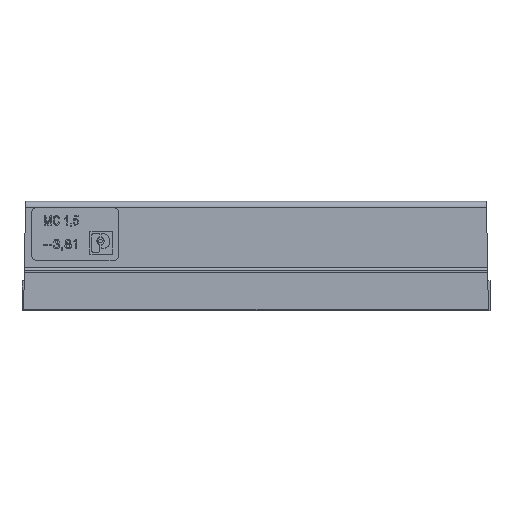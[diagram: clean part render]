
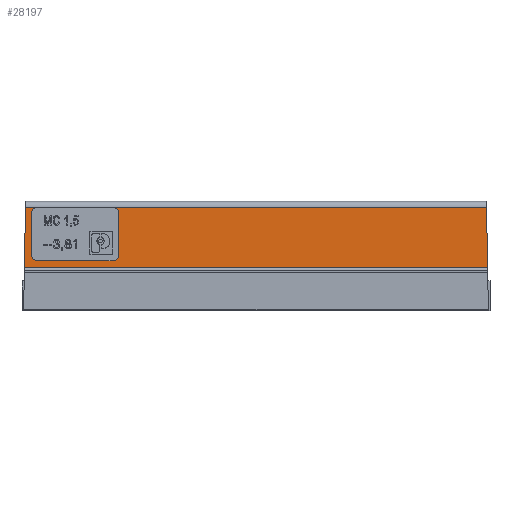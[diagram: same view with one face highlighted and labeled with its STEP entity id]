
A CAD part, top view. The second image highlights one B-rep face of the part: STEP entity #28197.
In plain terms, the highlighted planar face has unit normal (0, 0, 1).
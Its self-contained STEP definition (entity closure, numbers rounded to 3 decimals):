
#11430 = VERTEX_POINT('',#11431);
#11431 = CARTESIAN_POINT('',(7.546,4.2,7.));
#11439 = EDGE_CURVE('',#11430,#11440,#11442,.T.);
#11440 = VERTEX_POINT('',#11441);
#11441 = CARTESIAN_POINT('',(8.043,4.7,7.));
#11442 = CIRCLE('',#11443,0.5);
#11443 = AXIS2_PLACEMENT_3D('',#11444,#11445,#11446);
#11444 = CARTESIAN_POINT('',(7.543,4.7,7.));
#11445 = DIRECTION('',(0.,0.,1.));
#11446 = DIRECTION('',(0.,-1.,0.));
#11472 = VERTEX_POINT('',#11473);
#11473 = CARTESIAN_POINT('',(0.643,4.697,7.));
#11481 = EDGE_CURVE('',#11472,#11482,#11484,.T.);
#11482 = VERTEX_POINT('',#11483);
#11483 = CARTESIAN_POINT('',(1.143,4.2,7.));
#11484 = CIRCLE('',#11485,0.5);
#11485 = AXIS2_PLACEMENT_3D('',#11486,#11487,#11488);
#11486 = CARTESIAN_POINT('',(1.143,4.7,7.));
#11487 = DIRECTION('',(0.,0.,1.));
#11488 = DIRECTION('',(-1.,0.,0.));
#11514 = VERTEX_POINT('',#11515);
#11515 = CARTESIAN_POINT('',(1.14,8.7,7.));
#11523 = EDGE_CURVE('',#11514,#11524,#11526,.T.);
#11524 = VERTEX_POINT('',#11525);
#11525 = CARTESIAN_POINT('',(0.643,8.2,7.));
#11526 = CIRCLE('',#11527,0.5);
#11527 = AXIS2_PLACEMENT_3D('',#11528,#11529,#11530);
#11528 = CARTESIAN_POINT('',(1.143,8.2,7.));
#11529 = DIRECTION('',(0.,0.,1.));
#11530 = DIRECTION('',(0.,1.,0.));
#11556 = VERTEX_POINT('',#11557);
#11557 = CARTESIAN_POINT('',(8.043,8.203,7.));
#11565 = EDGE_CURVE('',#11556,#11566,#11568,.T.);
#11566 = VERTEX_POINT('',#11567);
#11567 = CARTESIAN_POINT('',(7.543,8.7,7.));
#11568 = CIRCLE('',#11569,0.5);
#11569 = AXIS2_PLACEMENT_3D('',#11570,#11571,#11572);
#11570 = CARTESIAN_POINT('',(7.543,8.2,7.));
#11571 = DIRECTION('',(0.,0.,1.));
#11572 = DIRECTION('',(1.,0.,0.));
#14288 = VERTEX_POINT('',#14289);
#14289 = CARTESIAN_POINT('',(39.059,8.7,7.));
#14296 = EDGE_CURVE('',#14288,#14297,#14299,.T.);
#14297 = VERTEX_POINT('',#14298);
#14298 = CARTESIAN_POINT('',(39.148,3.6,7.));
#14299 = LINE('',#14300,#14301);
#14300 = CARTESIAN_POINT('',(39.129,4.729,7.));
#14301 = VECTOR('',#14302,1.);
#14302 = DIRECTION('',(0.017,-1.,
    0.));
#27542 = VERTEX_POINT('',#27543);
#27543 = CARTESIAN_POINT('',(0.151,8.7,7.));
#27550 = EDGE_CURVE('',#27542,#27551,#27553,.T.);
#27551 = VERTEX_POINT('',#27552);
#27552 = CARTESIAN_POINT('',(1.143,8.7,7.));
#27553 = LINE('',#27554,#27555);
#27554 = CARTESIAN_POINT('',(0.151,8.7,7.));
#27555 = VECTOR('',#27556,1.);
#27556 = DIRECTION('',(1.,0.,0.));
#27564 = EDGE_CURVE('',#11566,#14288,#27565,.T.);
#27565 = LINE('',#27566,#27567);
#27566 = CARTESIAN_POINT('',(31.87,8.7,7.));
#27567 = VECTOR('',#27568,1.);
#27568 = DIRECTION('',(1.,0.,0.));
#27966 = EDGE_CURVE('',#27967,#14297,#27969,.T.);
#27967 = VERTEX_POINT('',#27968);
#27968 = CARTESIAN_POINT('',(0.062,3.6,7.));
#27969 = LINE('',#27970,#27971);
#27970 = CARTESIAN_POINT('',(17.7,3.6,7.));
#27971 = VECTOR('',#27972,1.);
#27972 = DIRECTION('',(1.,0.,0.));
#28197 = ADVANCED_FACE('',(#28198),#28266,.F.);
#28198 = FACE_BOUND('',#28199,.T.);
#28199 = EDGE_LOOP('',(#28200,#28201,#28202,#28203,#28204,#28213,#28219,
    #28220,#28229,#28235,#28236,#28245,#28251,#28252,#28259,#28260));
#28200 = ORIENTED_EDGE('',*,*,#27966,.T.);
#28201 = ORIENTED_EDGE('',*,*,#14296,.F.);
#28202 = ORIENTED_EDGE('',*,*,#27564,.F.);
#28203 = ORIENTED_EDGE('',*,*,#11565,.F.);
#28204 = ORIENTED_EDGE('',*,*,#28205,.F.);
#28205 = EDGE_CURVE('',#28206,#11556,#28208,.T.);
#28206 = VERTEX_POINT('',#28207);
#28207 = CARTESIAN_POINT('',(8.043,8.2,7.));
#28208 = CIRCLE('',#28209,0.5);
#28209 = AXIS2_PLACEMENT_3D('',#28210,#28211,#28212);
#28210 = CARTESIAN_POINT('',(7.543,8.2,7.));
#28211 = DIRECTION('',(0.,0.,1.));
#28212 = DIRECTION('',(1.,0.,0.));
#28213 = ORIENTED_EDGE('',*,*,#28214,.T.);
#28214 = EDGE_CURVE('',#28206,#11440,#28215,.T.);
#28215 = LINE('',#28216,#28217);
#28216 = CARTESIAN_POINT('',(8.043,8.2,7.));
#28217 = VECTOR('',#28218,1.);
#28218 = DIRECTION('',(0.,-1.,0.));
#28219 = ORIENTED_EDGE('',*,*,#11439,.F.);
#28220 = ORIENTED_EDGE('',*,*,#28221,.F.);
#28221 = EDGE_CURVE('',#28222,#11430,#28224,.T.);
#28222 = VERTEX_POINT('',#28223);
#28223 = CARTESIAN_POINT('',(7.543,4.2,7.));
#28224 = CIRCLE('',#28225,0.5);
#28225 = AXIS2_PLACEMENT_3D('',#28226,#28227,#28228);
#28226 = CARTESIAN_POINT('',(7.543,4.7,7.));
#28227 = DIRECTION('',(0.,0.,1.));
#28228 = DIRECTION('',(0.,-1.,0.));
#28229 = ORIENTED_EDGE('',*,*,#28230,.T.);
#28230 = EDGE_CURVE('',#28222,#11482,#28231,.T.);
#28231 = LINE('',#28232,#28233);
#28232 = CARTESIAN_POINT('',(7.543,4.2,7.));
#28233 = VECTOR('',#28234,1.);
#28234 = DIRECTION('',(-1.,0.,0.));
#28235 = ORIENTED_EDGE('',*,*,#11481,.F.);
#28236 = ORIENTED_EDGE('',*,*,#28237,.F.);
#28237 = EDGE_CURVE('',#28238,#11472,#28240,.T.);
#28238 = VERTEX_POINT('',#28239);
#28239 = CARTESIAN_POINT('',(0.643,4.7,7.));
#28240 = CIRCLE('',#28241,0.5);
#28241 = AXIS2_PLACEMENT_3D('',#28242,#28243,#28244);
#28242 = CARTESIAN_POINT('',(1.143,4.7,7.));
#28243 = DIRECTION('',(0.,0.,1.));
#28244 = DIRECTION('',(-1.,0.,0.));
#28245 = ORIENTED_EDGE('',*,*,#28246,.T.);
#28246 = EDGE_CURVE('',#28238,#11524,#28247,.T.);
#28247 = LINE('',#28248,#28249);
#28248 = CARTESIAN_POINT('',(0.643,4.7,7.));
#28249 = VECTOR('',#28250,1.);
#28250 = DIRECTION('',(0.,1.,0.));
#28251 = ORIENTED_EDGE('',*,*,#11523,.F.);
#28252 = ORIENTED_EDGE('',*,*,#28253,.F.);
#28253 = EDGE_CURVE('',#27551,#11514,#28254,.T.);
#28254 = CIRCLE('',#28255,0.5);
#28255 = AXIS2_PLACEMENT_3D('',#28256,#28257,#28258);
#28256 = CARTESIAN_POINT('',(1.143,8.2,7.));
#28257 = DIRECTION('',(0.,0.,1.));
#28258 = DIRECTION('',(0.,1.,0.));
#28259 = ORIENTED_EDGE('',*,*,#27550,.F.);
#28260 = ORIENTED_EDGE('',*,*,#28261,.F.);
#28261 = EDGE_CURVE('',#27967,#27542,#28262,.T.);
#28262 = LINE('',#28263,#28264);
#28263 = CARTESIAN_POINT('',(0.062,3.6,7.));
#28264 = VECTOR('',#28265,1.);
#28265 = DIRECTION('',(0.017,1.,
    0.));
#28266 = PLANE('',#28267);
#28267 = AXIS2_PLACEMENT_3D('',#28268,#28269,#28270);
#28268 = CARTESIAN_POINT('',(0.002,3.472,7.));
#28269 = DIRECTION('',(0.,0.,-1.));
#28270 = DIRECTION('',(0.,-1.,0.));
